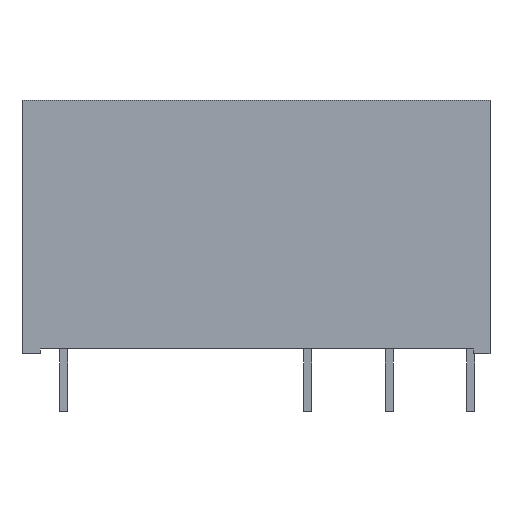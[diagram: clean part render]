
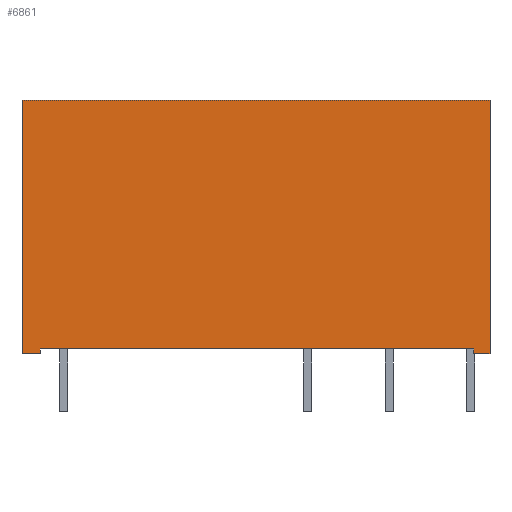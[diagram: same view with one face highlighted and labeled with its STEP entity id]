
A CAD part, front view. The second image highlights one B-rep face of the part: STEP entity #6861.
In plain terms, the highlighted planar face has unit normal (0, -1, 0).
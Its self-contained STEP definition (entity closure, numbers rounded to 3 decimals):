
#323 = CARTESIAN_POINT ( 'NONE',  ( 13.483, -6.35, -0.3 ) ) ;
#936 = CARTESIAN_POINT ( 'NONE',  ( 13.483, -6.35, -0.3 ) ) ;
#1080 = VECTOR ( 'NONE', #12573, 1000. ) ;
#1671 = ORIENTED_EDGE ( 'NONE', *, *, #5592, .F. ) ;
#2273 = CARTESIAN_POINT ( 'NONE',  ( 14.5, -6.35, 15.4 ) ) ;
#2433 = CARTESIAN_POINT ( 'NONE',  ( -14.5, -6.35, 0. ) ) ;
#2622 = DIRECTION ( 'NONE',  ( 1., 0., 0. ) ) ;
#2713 = EDGE_CURVE ( 'NONE', #12763, #10544, #6578, .T. ) ;
#2997 = CARTESIAN_POINT ( 'NONE',  ( -14.5, -6.35, 15.4 ) ) ;
#3307 = EDGE_CURVE ( 'NONE', #10236, #10544, #5299, .T. ) ;
#3722 = DIRECTION ( 'NONE',  ( 0., 1., 0. ) ) ;
#3762 = CARTESIAN_POINT ( 'NONE',  ( 14.5, -6.35, -0.3 ) ) ;
#3774 = VECTOR ( 'NONE', #6505, 1000. ) ;
#3952 = PLANE ( 'NONE',  #11594 ) ;
#3986 = ORIENTED_EDGE ( 'NONE', *, *, #3307, .F. ) ;
#4206 = CARTESIAN_POINT ( 'NONE',  ( 14.5, -6.35, 15.4 ) ) ;
#4300 = VECTOR ( 'NONE', #6314, 1000. ) ;
#4425 = VECTOR ( 'NONE', #8564, 1000. ) ;
#4545 = VERTEX_POINT ( 'NONE', #10708 ) ;
#4637 = VERTEX_POINT ( 'NONE', #3762 ) ;
#4684 = VECTOR ( 'NONE', #5462, 1000. ) ;
#4758 = EDGE_CURVE ( 'NONE', #12194, #4545, #10995, .T. ) ;
#4774 = LINE ( 'NONE', #2433, #14186 ) ;
#5299 = LINE ( 'NONE', #8862, #10546 ) ;
#5352 = ORIENTED_EDGE ( 'NONE', *, *, #7527, .F. ) ;
#5406 = CARTESIAN_POINT ( 'NONE',  ( -13.372, -6.35, 0. ) ) ;
#5462 = DIRECTION ( 'NONE',  ( 0., 0., 1. ) ) ;
#5522 = EDGE_CURVE ( 'NONE', #6113, #4545, #4774, .T. ) ;
#5592 = EDGE_CURVE ( 'NONE', #4637, #12194, #10997, .T. ) ;
#5847 = ORIENTED_EDGE ( 'NONE', *, *, #5522, .T. ) ;
#6113 = VERTEX_POINT ( 'NONE', #5406 ) ;
#6314 = DIRECTION ( 'NONE',  ( 0., 0., 1. ) ) ;
#6319 = CARTESIAN_POINT ( 'NONE',  ( -13.372, -6.35, -0.3 ) ) ;
#6505 = DIRECTION ( 'NONE',  ( 0., 0., -1. ) ) ;
#6578 = LINE ( 'NONE', #2997, #3774 ) ;
#6861 = ADVANCED_FACE ( 'NONE', ( #8455 ), #3952, .F. ) ;
#6889 = EDGE_CURVE ( 'NONE', #12763, #11582, #13325, .T. ) ;
#7527 = EDGE_CURVE ( 'NONE', #11582, #4637, #8968, .T. ) ;
#7576 = VECTOR ( 'NONE', #2622, 1000. ) ;
#7973 = CARTESIAN_POINT ( 'NONE',  ( -13.372, -6.35, -0.3 ) ) ;
#8381 = ORIENTED_EDGE ( 'NONE', *, *, #6889, .F. ) ;
#8455 = FACE_OUTER_BOUND ( 'NONE', #9865, .T. ) ;
#8564 = DIRECTION ( 'NONE',  ( -1., 0., 0. ) ) ;
#8862 = CARTESIAN_POINT ( 'NONE',  ( -14.5, -6.35, -0.3 ) ) ;
#8968 = LINE ( 'NONE', #4206, #1080 ) ;
#9429 = ORIENTED_EDGE ( 'NONE', *, *, #4758, .F. ) ;
#9648 = CARTESIAN_POINT ( 'NONE',  ( -14.5, -6.35, 15.4 ) ) ;
#9865 = EDGE_LOOP ( 'NONE', ( #15303, #3986, #12720, #5847, #9429, #1671, #5352, #8381 ) ) ;
#9915 = CARTESIAN_POINT ( 'NONE',  ( 14.5, -6.35, -0.3 ) ) ;
#10236 = VERTEX_POINT ( 'NONE', #7973 ) ;
#10440 = DIRECTION ( 'NONE',  ( -1., 0., 0. ) ) ;
#10544 = VERTEX_POINT ( 'NONE', #15090 ) ;
#10546 = VECTOR ( 'NONE', #10440, 1000. ) ;
#10708 = CARTESIAN_POINT ( 'NONE',  ( 13.483, -6.35, 0. ) ) ;
#10961 = CARTESIAN_POINT ( 'NONE',  ( -14.5, -6.35, 15.4 ) ) ;
#10995 = LINE ( 'NONE', #323, #4300 ) ;
#10997 = LINE ( 'NONE', #9915, #4425 ) ;
#11036 = CARTESIAN_POINT ( 'NONE',  ( -14.5, -6.35, 15.4 ) ) ;
#11582 = VERTEX_POINT ( 'NONE', #2273 ) ;
#11594 = AXIS2_PLACEMENT_3D ( 'NONE', #9648, #3722, #14428 ) ;
#12194 = VERTEX_POINT ( 'NONE', #936 ) ;
#12573 = DIRECTION ( 'NONE',  ( 0., 0., -1. ) ) ;
#12720 = ORIENTED_EDGE ( 'NONE', *, *, #14165, .T. ) ;
#12763 = VERTEX_POINT ( 'NONE', #10961 ) ;
#13325 = LINE ( 'NONE', #11036, #7576 ) ;
#13668 = LINE ( 'NONE', #6319, #4684 ) ;
#14165 = EDGE_CURVE ( 'NONE', #10236, #6113, #13668, .T. ) ;
#14186 = VECTOR ( 'NONE', #15318, 1000. ) ;
#14428 = DIRECTION ( 'NONE',  ( 0., 0., 1. ) ) ;
#15090 = CARTESIAN_POINT ( 'NONE',  ( -14.5, -6.35, -0.3 ) ) ;
#15303 = ORIENTED_EDGE ( 'NONE', *, *, #2713, .T. ) ;
#15318 = DIRECTION ( 'NONE',  ( 1., 0., 0. ) ) ;
